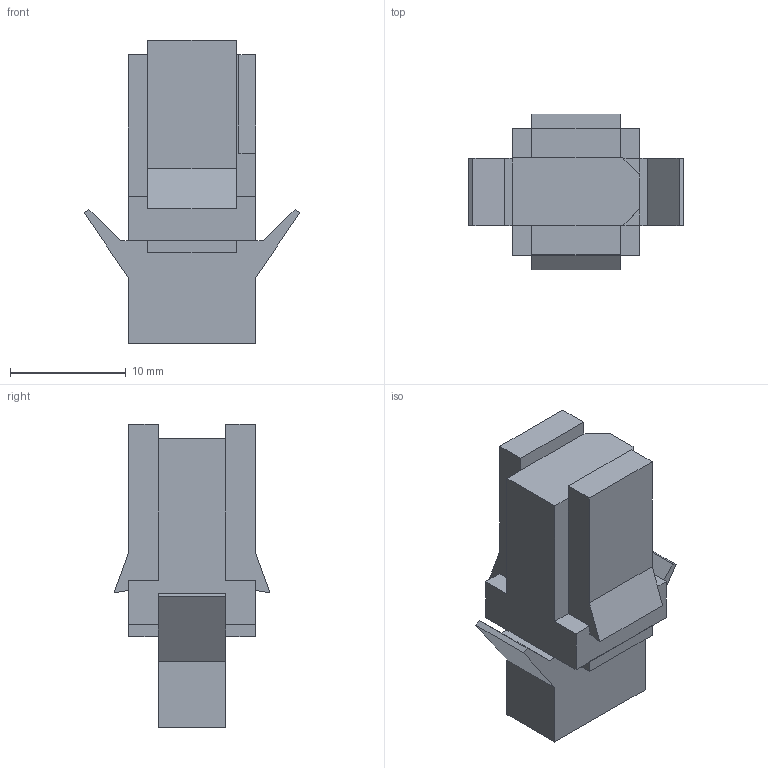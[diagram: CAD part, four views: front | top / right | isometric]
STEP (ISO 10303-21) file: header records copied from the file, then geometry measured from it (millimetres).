
FILE_DESCRIPTION((''),'2;1');
FILE_NAME('SMS2R1-R3-CATALOGUE_PRT','2010-09-02T',('amartin'),(''),'PRO/ENGINEER BY PARAMETRIC TECHNOLOGY CORPORATION, 2007390','PRO/ENGINEER BY PARAMETRIC TECHNOLOGY CORPORATION, 2007390','');
FILE_SCHEMA(('CONFIG_CONTROL_DESIGN'));
Length unit declared in the file: millimetre
Products named in the file (1): SMS2R1-R3-CATALOGUE_PRT
Bounding box: 18.67 x 13.49 x 26.29 mm (x, y, z)
Volume: 2492.8 mm3; surface area: 1460.8 mm2
Topology: 1 solids, 1 shells, 54 faces, 152 edges, 100 vertices
Faces by surface type: plane 54
Entity records: 1742 total; most frequent: CARTESIAN_POINT 306, ORIENTED_EDGE 304, DIRECTION 260, VECTOR 152, LINE 152, EDGE_CURVE 152, VERTEX_POINT 100, AXIS2_PLACEMENT_3D 54
